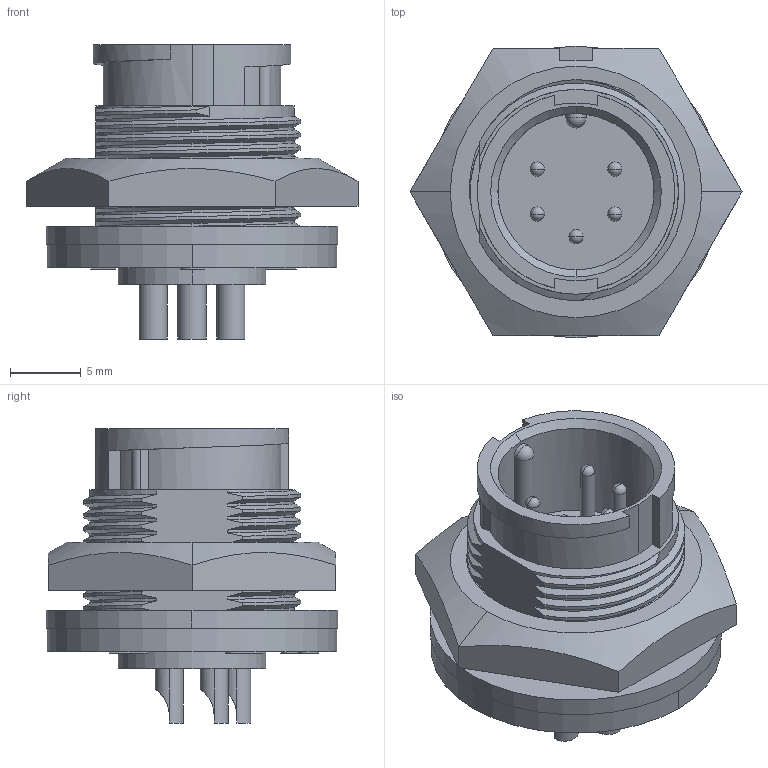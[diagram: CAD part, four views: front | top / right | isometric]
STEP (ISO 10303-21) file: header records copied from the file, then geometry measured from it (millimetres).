
FILE_DESCRIPTION (( 'STEP AP203' ), '1' );
FILE_NAME ('7282-5PG-300.STEP', '2012-07-31T18:45:12', ( '21FPBF1' ), ( 'Conxall' ), 'SwSTEP 2.0', 'SolidWorks 2011', '' );
FILE_SCHEMA (( 'CONFIG_CONTROL_DESIGN' ));
Length unit declared in the file: inch
Products named in the file (1): 7282-5PG-300
Bounding box: 23.46 x 20.62 x 20.8 mm (x, y, z)
Volume: 2980.3 mm3; surface area: 2954.2 mm2
Topology: 2 solids, 2 shells, 267 faces, 724 edges, 472 vertices
Faces by surface type: cylinder 94, plane 93, bspline 65, sphere 11, cone 4
Entity records: 16194 total; most frequent: CARTESIAN_POINT 10241, ORIENTED_EDGE 1404, DIRECTION 952, EDGE_CURVE 702, VERTEX_POINT 461, LINE 356, VECTOR 356, AXIS2_PLACEMENT_3D 298
